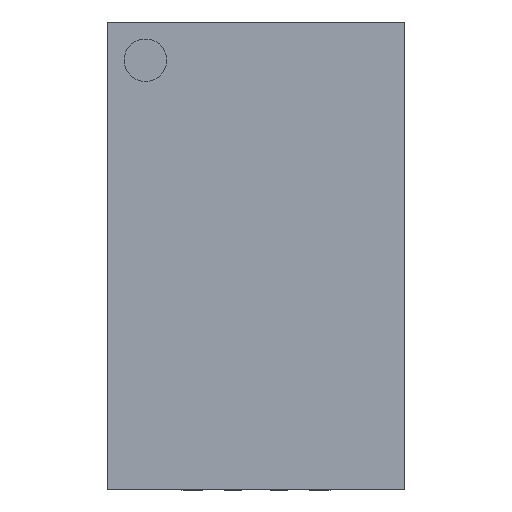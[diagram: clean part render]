
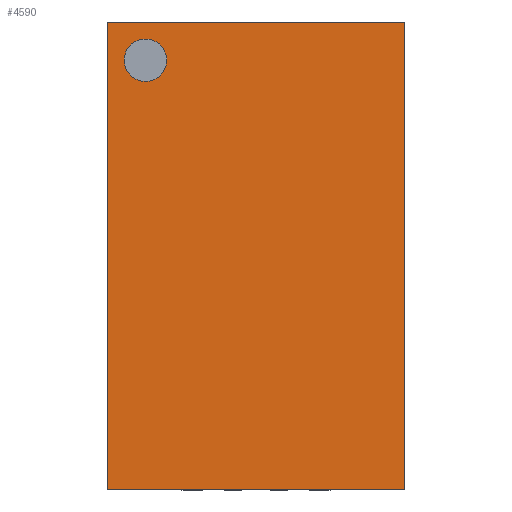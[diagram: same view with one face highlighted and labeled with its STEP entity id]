
A CAD part, top view. The second image highlights one B-rep face of the part: STEP entity #4590.
In plain terms, the highlighted planar face has unit normal (0, 0, 1).
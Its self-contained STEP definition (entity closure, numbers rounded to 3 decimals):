
#16=FACE_BOUND($,#597,.T.);
#18=CIRCLE($,#4816,0.25);
#322=FACE_OUTER_BOUND($,#596,.T.);
#596=EDGE_LOOP($,(#3657,#3658,#3659,#3660));
#597=EDGE_LOOP($,(#3661));
#862=LINE($,#6719,#1414);
#867=LINE($,#6729,#1419);
#1056=LINE($,#7193,#1608);
#1057=LINE($,#7195,#1609);
#1414=VECTOR($,#5362,5.5);
#1419=VECTOR($,#5369,5.5);
#1608=VECTOR($,#5826,3.5);
#1609=VECTOR($,#5829,3.5);
#1890=VERTEX_POINT($,#6590);
#1945=VERTEX_POINT($,#6716);
#1946=VERTEX_POINT($,#6718);
#1949=VERTEX_POINT($,#6726);
#1950=VERTEX_POINT($,#6728);
#2346=EDGE_CURVE($,#1890,#1890,#18,.T.);
#2408=EDGE_CURVE($,#1945,#1946,#862,.T.);
#2413=EDGE_CURVE($,#1949,#1950,#867,.T.);
#2646=EDGE_CURVE($,#1950,#1945,#1056,.T.);
#2647=EDGE_CURVE($,#1946,#1949,#1057,.T.);
#3657=ORIENTED_EDGE($,*,*,#2413,.F.);
#3658=ORIENTED_EDGE($,*,*,#2647,.F.);
#3659=ORIENTED_EDGE($,*,*,#2408,.F.);
#3660=ORIENTED_EDGE($,*,*,#2646,.F.);
#3661=ORIENTED_EDGE($,*,*,#2346,.T.);
#4342=PLANE($,#4968);
#4590=ADVANCED_FACE($,(#322,#16),#4342,.T.);
#4816=AXIS2_PLACEMENT_3D($,#6591,#5274,#5275);
#4968=AXIS2_PLACEMENT_3D($,#7196,#5830,#5831);
#5274=DIRECTION('center_axis',(0.,0.,-1.));
#5275=DIRECTION('ref_axis',(1.,0.,0.));
#5362=DIRECTION($,(0.,-1.,0.));
#5369=DIRECTION($,(0.,1.,0.));
#5826=DIRECTION($,(1.,0.,0.));
#5829=DIRECTION($,(-1.,0.,0.));
#5830=DIRECTION('center_axis',(0.,0.,1.));
#5831=DIRECTION('ref_axis',(1.,0.,0.));
#6590=CARTESIAN_POINT('',(-1.55,2.3,1.));
#6591=CARTESIAN_POINT('Origin',(-1.3,2.3,1.));
#6716=CARTESIAN_POINT('',(1.75,2.75,1.));
#6718=CARTESIAN_POINT('',(1.75,-2.75,1.));
#6719=CARTESIAN_POINT($,(1.75,2.25,1.));
#6726=CARTESIAN_POINT('',(-1.75,-2.75,1.));
#6728=CARTESIAN_POINT('',(-1.75,2.75,1.));
#6729=CARTESIAN_POINT($,(-1.75,-1.4,1.));
#7193=CARTESIAN_POINT($,(-1.825,2.75,1.));
#7195=CARTESIAN_POINT($,(1.825,-2.75,1.));
#7196=CARTESIAN_POINT('Origin',(-2.008,-1.583,1.));
